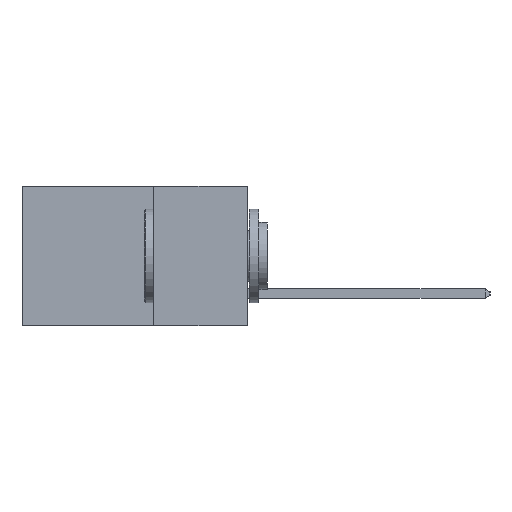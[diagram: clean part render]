
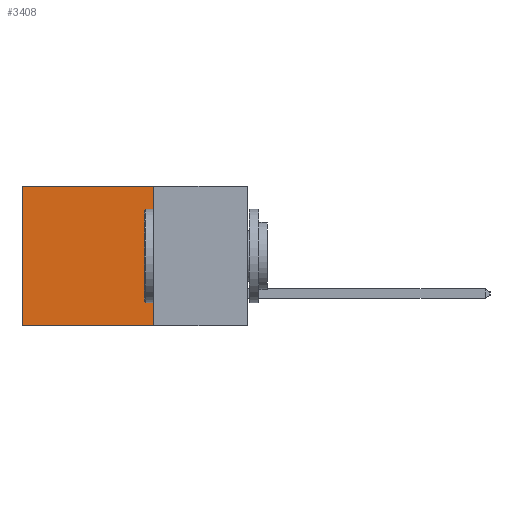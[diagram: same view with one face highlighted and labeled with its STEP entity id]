
A CAD part, left-side view. The second image highlights one B-rep face of the part: STEP entity #3408.
In plain terms, the highlighted planar face has unit normal (-1, 0, 0).
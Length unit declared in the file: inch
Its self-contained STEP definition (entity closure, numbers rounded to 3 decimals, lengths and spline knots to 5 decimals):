
#174 = CARTESIAN_POINT ( 'NONE',  ( 0.2615, 0.6, -0.37 ) ) ;
#488 = VERTEX_POINT ( 'NONE', #174 ) ;
#946 = LINE ( 'NONE', #8551, #10519 ) ;
#1070 = EDGE_CURVE ( 'NONE', #5272, #3645, #11619, .T. ) ;
#1874 = VERTEX_POINT ( 'NONE', #5121 ) ;
#2285 = ORIENTED_EDGE ( 'NONE', *, *, #4031, .F. ) ;
#2781 = EDGE_CURVE ( 'NONE', #3645, #488, #3910, .T. ) ;
#3408 = ADVANCED_FACE ( 'NONE', ( #7302 ), #9672, .F. ) ;
#3499 = CARTESIAN_POINT ( 'NONE',  ( 0.2615, 0.6, -0.37 ) ) ;
#3559 = EDGE_LOOP ( 'NONE', ( #8561, #7977, #2285, #7132 ) ) ;
#3645 = VERTEX_POINT ( 'NONE', #8095 ) ;
#3910 = LINE ( 'NONE', #3499, #5748 ) ;
#4031 = EDGE_CURVE ( 'NONE', #5272, #1874, #5572, .T. ) ;
#4085 = DIRECTION ( 'NONE',  ( 0., 0., -1. ) ) ;
#5121 = CARTESIAN_POINT ( 'NONE',  ( 0.2615, 0.25, -0.37 ) ) ;
#5272 = VERTEX_POINT ( 'NONE', #11247 ) ;
#5572 = LINE ( 'NONE', #5966, #8291 ) ;
#5748 = VECTOR ( 'NONE', #4085, 39.37008 ) ;
#5964 = DIRECTION ( 'NONE',  ( 0., 0., -1. ) ) ;
#5966 = CARTESIAN_POINT ( 'NONE',  ( 0.2615, 0.25, -0.37 ) ) ;
#6288 = AXIS2_PLACEMENT_3D ( 'NONE', #9586, #9490, #9481 ) ;
#6321 = EDGE_CURVE ( 'NONE', #1874, #488, #946, .T. ) ;
#7132 = ORIENTED_EDGE ( 'NONE', *, *, #1070, .T. ) ;
#7302 = FACE_OUTER_BOUND ( 'NONE', #3559, .T. ) ;
#7977 = ORIENTED_EDGE ( 'NONE', *, *, #6321, .F. ) ;
#8095 = CARTESIAN_POINT ( 'NONE',  ( 0.2615, 0.6, 0. ) ) ;
#8291 = VECTOR ( 'NONE', #5964, 39.37008 ) ;
#8431 = DIRECTION ( 'NONE',  ( 0., 1., 0. ) ) ;
#8550 = CARTESIAN_POINT ( 'NONE',  ( 0.2615, 0.25, 0. ) ) ;
#8551 = CARTESIAN_POINT ( 'NONE',  ( 0.2615, 0.25, -0.37 ) ) ;
#8561 = ORIENTED_EDGE ( 'NONE', *, *, #2781, .T. ) ;
#8603 = DIRECTION ( 'NONE',  ( 0., 1., 0. ) ) ;
#9349 = VECTOR ( 'NONE', #8603, 39.37008 ) ;
#9481 = DIRECTION ( 'NONE',  ( 0., 0., -1. ) ) ;
#9490 = DIRECTION ( 'NONE',  ( 1., 0., 0. ) ) ;
#9586 = CARTESIAN_POINT ( 'NONE',  ( 0.2615, 0.25, -0.37 ) ) ;
#9672 = PLANE ( 'NONE',  #6288 ) ;
#10519 = VECTOR ( 'NONE', #8431, 39.37008 ) ;
#11247 = CARTESIAN_POINT ( 'NONE',  ( 0.2615, 0.25, 0. ) ) ;
#11619 = LINE ( 'NONE', #8550, #9349 ) ;
